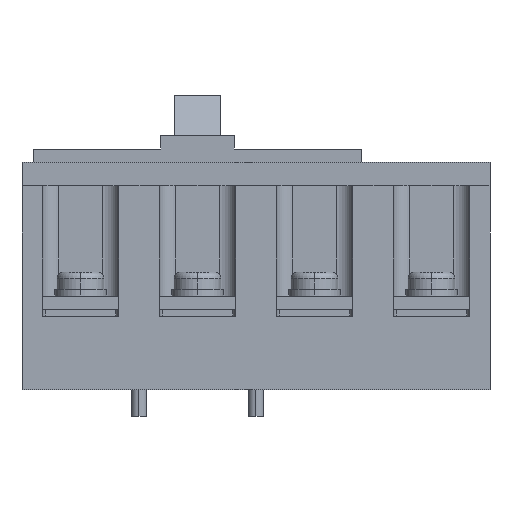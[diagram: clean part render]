
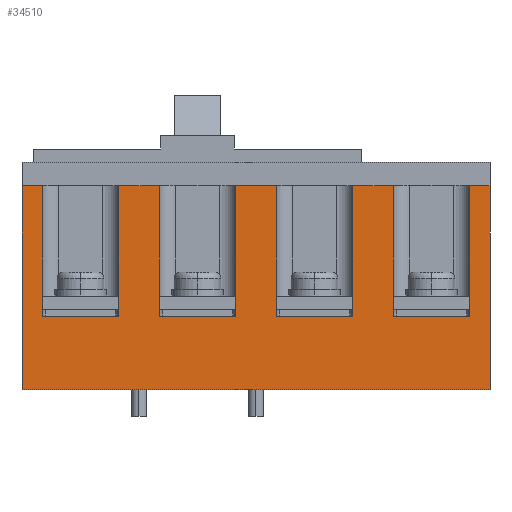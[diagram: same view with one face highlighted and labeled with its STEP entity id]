
A CAD part, front view. The second image highlights one B-rep face of the part: STEP entity #34510.
In plain terms, the highlighted planar face has unit normal (0, -1, 0).
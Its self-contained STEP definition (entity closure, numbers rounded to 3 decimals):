
#26790=CARTESIAN_POINT('',(140.,-5.,-92.));
#26800=VERTEX_POINT('',#26790);
#26830=CARTESIAN_POINT('',(140.,-5.,0.));
#26840=DIRECTION('',(0.,0.,-1.));
#26850=VECTOR('',#26840,1.);
#26860=LINE('',#26830,#26850);
#26870=CARTESIAN_POINT('',(140.,-5.,-31.));
#26880=VERTEX_POINT('',#26870);
#26890=EDGE_CURVE('',#26880,#26800,#26860,.T.);
#27270=CARTESIAN_POINT('',(111.,-5.,-31.));
#27280=VERTEX_POINT('',#27270);
#27430=CARTESIAN_POINT('',(111.,-5.,-70.));
#27440=VERTEX_POINT('',#27430);
#27470=CARTESIAN_POINT('',(111.,-5.,0.));
#27480=DIRECTION('',(0.,0.,1.));
#27490=VECTOR('',#27480,1.);
#27500=LINE('',#27470,#27490);
#27510=EDGE_CURVE('',#27440,#27280,#27500,.T.);
#27670=CARTESIAN_POINT('',(76.,-5.,-31.));
#27680=VERTEX_POINT('',#27670);
#27830=CARTESIAN_POINT('',(76.,-5.,-70.));
#27840=VERTEX_POINT('',#27830);
#27870=CARTESIAN_POINT('',(76.,-5.,0.));
#27880=DIRECTION('',(0.,0.,1.));
#27890=VECTOR('',#27880,1.);
#27900=LINE('',#27870,#27890);
#27910=EDGE_CURVE('',#27840,#27680,#27900,.T.);
#28070=CARTESIAN_POINT('',(41.,-5.,-70.));
#28080=VERTEX_POINT('',#28070);
#28110=CARTESIAN_POINT('',(41.,-5.,0.));
#28120=DIRECTION('',(0.,0.,1.));
#28130=VECTOR('',#28120,1.);
#28140=LINE('',#28110,#28130);
#28150=CARTESIAN_POINT('',(41.,-5.,-31.));
#28160=VERTEX_POINT('',#28150);
#28170=EDGE_CURVE('',#28080,#28160,#28140,.T.);
#28960=CARTESIAN_POINT('',(0.,-5.,-31.));
#28970=VERTEX_POINT('',#28960);
#29000=CARTESIAN_POINT('',(0.,-5.,0.));
#29010=DIRECTION('',(0.,0.,-1.));
#29020=VECTOR('',#29010,1.);
#29030=LINE('',#29000,#29020);
#29040=CARTESIAN_POINT('',(0.,-5.,-92.));
#29050=VERTEX_POINT('',#29040);
#29060=EDGE_CURVE('',#28970,#29050,#29030,.T.);
#31240=CARTESIAN_POINT('',(134.,-5.,-70.));
#31250=VERTEX_POINT('',#31240);
#31280=CARTESIAN_POINT('',(0.,-5.,-70.));
#31290=DIRECTION('',(1.,0.,0.));
#31300=VECTOR('',#31290,1.);
#31310=LINE('',#31280,#31300);
#31320=EDGE_CURVE('',#27440,#31250,#31310,.T.);
#33520=CARTESIAN_POINT('',(60.,-5.,-31.));
#33530=DIRECTION('',(-0.,-1.,0.));
#33540=DIRECTION('',(0.,0.,1.));
#33550=AXIS2_PLACEMENT_3D('',#33520,#33530,#33540);
#33560=PLANE('',#33550);
#33570=CARTESIAN_POINT('',(0.,-5.,-92.));
#33580=DIRECTION('',(-1.,0.,0.));
#33590=VECTOR('',#33580,1.);
#33600=LINE('',#33570,#33590);
#33610=EDGE_CURVE('',#26800,#29050,#33600,.T.);
#33620=ORIENTED_EDGE('',*,*,#33610,.F.);
#33630=ORIENTED_EDGE('',*,*,#29060,.T.);
#33640=CARTESIAN_POINT('',(0.,-5.,-31.));
#33650=DIRECTION('',(1.,0.,0.));
#33660=VECTOR('',#33650,1.);
#33670=LINE('',#33640,#33660);
#33680=CARTESIAN_POINT('',(6.,-5.,-31.));
#33690=VERTEX_POINT('',#33680);
#33700=EDGE_CURVE('',#28970,#33690,#33670,.T.);
#33710=ORIENTED_EDGE('',*,*,#33700,.F.);
#33720=CARTESIAN_POINT('',(6.,-5.,0.));
#33730=DIRECTION('',(0.,0.,1.));
#33740=VECTOR('',#33730,1.);
#33750=LINE('',#33720,#33740);
#33760=CARTESIAN_POINT('',(6.,-5.,-70.));
#33770=VERTEX_POINT('',#33760);
#33780=EDGE_CURVE('',#33770,#33690,#33750,.T.);
#33790=ORIENTED_EDGE('',*,*,#33780,.T.);
#33800=CARTESIAN_POINT('',(0.,-5.,-70.));
#33810=DIRECTION('',(1.,0.,0.));
#33820=VECTOR('',#33810,1.);
#33830=LINE('',#33800,#33820);
#33840=CARTESIAN_POINT('',(29.,-5.,-70.));
#33850=VERTEX_POINT('',#33840);
#33860=EDGE_CURVE('',#33770,#33850,#33830,.T.);
#33870=ORIENTED_EDGE('',*,*,#33860,.F.);
#33880=CARTESIAN_POINT('',(29.,-5.,0.));
#33890=DIRECTION('',(0.,0.,-1.));
#33900=VECTOR('',#33890,1.);
#33910=LINE('',#33880,#33900);
#33920=CARTESIAN_POINT('',(29.,-5.,-31.));
#33930=VERTEX_POINT('',#33920);
#33940=EDGE_CURVE('',#33930,#33850,#33910,.T.);
#33950=ORIENTED_EDGE('',*,*,#33940,.T.);
#33960=EDGE_CURVE('',#33930,#28160,#33670,.T.);
#33970=ORIENTED_EDGE('',*,*,#33960,.F.);
#33980=ORIENTED_EDGE('',*,*,#28170,.T.);
#33990=CARTESIAN_POINT('',(0.,-5.,-70.));
#34000=DIRECTION('',(1.,0.,0.));
#34010=VECTOR('',#34000,1.);
#34020=LINE('',#33990,#34010);
#34030=CARTESIAN_POINT('',(64.,-5.,-70.));
#34040=VERTEX_POINT('',#34030);
#34050=EDGE_CURVE('',#28080,#34040,#34020,.T.);
#34060=ORIENTED_EDGE('',*,*,#34050,.F.);
#34070=CARTESIAN_POINT('',(64.,-5.,0.));
#34080=DIRECTION('',(0.,0.,-1.));
#34090=VECTOR('',#34080,1.);
#34100=LINE('',#34070,#34090);
#34110=CARTESIAN_POINT('',(64.,-5.,-31.));
#34120=VERTEX_POINT('',#34110);
#34130=EDGE_CURVE('',#34120,#34040,#34100,.T.);
#34140=ORIENTED_EDGE('',*,*,#34130,.T.);
#34150=EDGE_CURVE('',#34120,#27680,#33670,.T.);
#34160=ORIENTED_EDGE('',*,*,#34150,.F.);
#34170=ORIENTED_EDGE('',*,*,#27910,.T.);
#34180=CARTESIAN_POINT('',(0.,-5.,-70.));
#34190=DIRECTION('',(1.,0.,0.));
#34200=VECTOR('',#34190,1.);
#34210=LINE('',#34180,#34200);
#34220=CARTESIAN_POINT('',(99.,-5.,-70.));
#34230=VERTEX_POINT('',#34220);
#34240=EDGE_CURVE('',#27840,#34230,#34210,.T.);
#34250=ORIENTED_EDGE('',*,*,#34240,.F.);
#34260=CARTESIAN_POINT('',(99.,-5.,0.));
#34270=DIRECTION('',(0.,0.,-1.));
#34280=VECTOR('',#34270,1.);
#34290=LINE('',#34260,#34280);
#34300=CARTESIAN_POINT('',(99.,-5.,-31.));
#34310=VERTEX_POINT('',#34300);
#34320=EDGE_CURVE('',#34310,#34230,#34290,.T.);
#34330=ORIENTED_EDGE('',*,*,#34320,.T.);
#34340=EDGE_CURVE('',#34310,#27280,#33670,.T.);
#34350=ORIENTED_EDGE('',*,*,#34340,.F.);
#34360=ORIENTED_EDGE('',*,*,#27510,.T.);
#34370=ORIENTED_EDGE('',*,*,#31320,.F.);
#34380=CARTESIAN_POINT('',(134.,-5.,0.));
#34390=DIRECTION('',(0.,0.,-1.));
#34400=VECTOR('',#34390,1.);
#34410=LINE('',#34380,#34400);
#34420=CARTESIAN_POINT('',(134.,-5.,-31.));
#34430=VERTEX_POINT('',#34420);
#34440=EDGE_CURVE('',#34430,#31250,#34410,.T.);
#34450=ORIENTED_EDGE('',*,*,#34440,.T.);
#34460=EDGE_CURVE('',#34430,#26880,#33670,.T.);
#34470=ORIENTED_EDGE('',*,*,#34460,.F.);
#34480=ORIENTED_EDGE('',*,*,#26890,.F.);
#34490=EDGE_LOOP('',(#34480,#34470,#34450,#34370,#34360,#34350,#34330,
#34250,#34170,#34160,#34140,#34060,#33980,#33970,#33950,#33870,#33790,
#33710,#33630,#33620));
#34500=FACE_OUTER_BOUND('',#34490,.T.);
#34510=ADVANCED_FACE('',(#34500),#33560,.T.);
